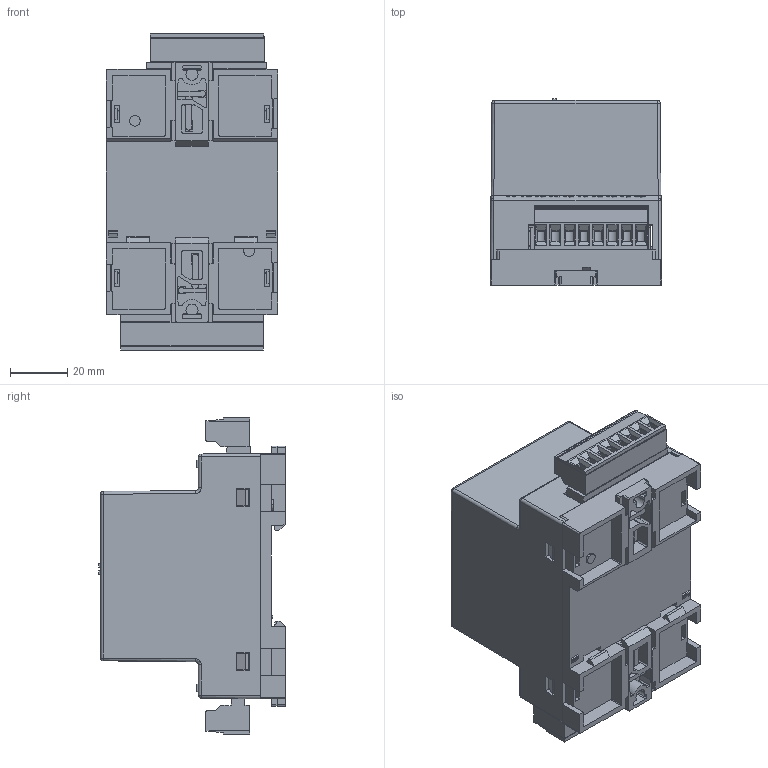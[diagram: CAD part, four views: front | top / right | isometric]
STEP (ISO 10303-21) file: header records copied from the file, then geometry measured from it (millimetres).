
FILE_DESCRIPTION (( 'STEP AP214' ), '1' );
FILE_NAME ('ISDUR4.STEP', '2020-02-13T13:56:53', ( '' ), ( '' ), 'SwSTEP 2.0', 'SolidWorks 2019', '' );
FILE_SCHEMA (( 'AUTOMOTIVE_DESIGN' ));
Length unit declared in the file: inch
Products named in the file (1): ISDUR4
Bounding box: 60 x 65.45 x 110.81 mm (x, y, z)
Volume: 59552.4 mm3; surface area: 69658.6 mm2
Topology: 26 solids, 26 shells, 1877 faces, 5185 edges, 3424 vertices
Faces by surface type: plane 1274, cylinder 335, bspline 152, torus 104, sphere 8, cone 4
Entity records: 68680 total; most frequent: CARTESIAN_POINT 20801, ORIENTED_EDGE 10368, DIRECTION 9067, EDGE_CURVE 5184, LINE 3715, VECTOR 3715, VERTEX_POINT 3424, AXIS2_PLACEMENT_3D 2676
